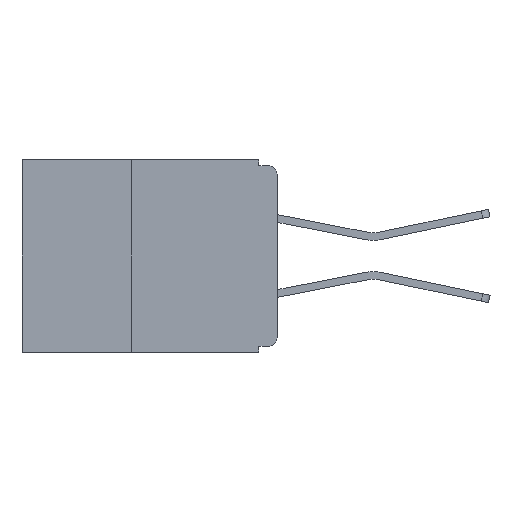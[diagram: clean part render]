
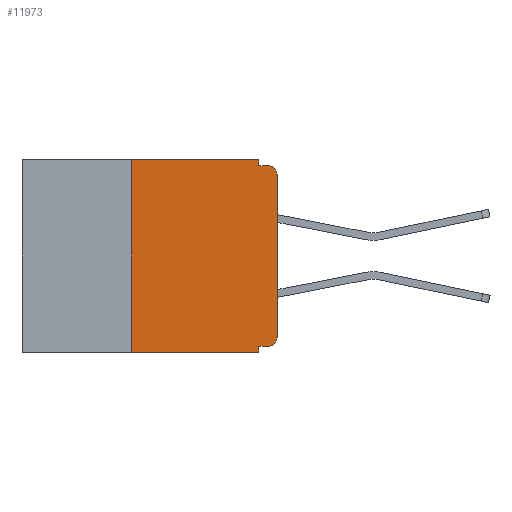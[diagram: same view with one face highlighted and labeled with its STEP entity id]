
A CAD part, left-side view. The second image highlights one B-rep face of the part: STEP entity #11973.
In plain terms, the highlighted planar face has unit normal (-1, 0, 0).
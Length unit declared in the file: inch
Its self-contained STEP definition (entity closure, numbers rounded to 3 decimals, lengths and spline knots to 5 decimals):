
#127 = LINE ( 'NONE', #7327, #7433 ) ;
#764 = ORIENTED_EDGE ( 'NONE', *, *, #18431, .F. ) ;
#903 = CARTESIAN_POINT ( 'NONE',  ( 0., 0., 0. ) ) ;
#1098 = VECTOR ( 'NONE', #15445, 39.37008 ) ;
#1125 = AXIS2_PLACEMENT_3D ( 'NONE', #8736, #13092, #4437 ) ;
#1254 = DIRECTION ( 'NONE',  ( -1., 0., 0. ) ) ;
#2408 = VECTOR ( 'NONE', #13786, 39.37008 ) ;
#2560 = CARTESIAN_POINT ( 'NONE',  ( 0., 0., -0.025 ) ) ;
#2693 = EDGE_CURVE ( 'NONE', #8580, #9301, #17294, .T. ) ;
#2743 = LINE ( 'NONE', #9275, #13851 ) ;
#3185 = CARTESIAN_POINT ( 'NONE',  ( 0., 0.015, -0.32 ) ) ;
#3270 = FACE_OUTER_BOUND ( 'NONE', #11995, .T. ) ;
#4437 = DIRECTION ( 'NONE',  ( 0., 0., -1. ) ) ;
#4646 = VERTEX_POINT ( 'NONE', #10552 ) ;
#4699 = ORIENTED_EDGE ( 'NONE', *, *, #7617, .F. ) ;
#4908 = ORIENTED_EDGE ( 'NONE', *, *, #14877, .F. ) ;
#5017 = LINE ( 'NONE', #13982, #1098 ) ;
#5564 = ORIENTED_EDGE ( 'NONE', *, *, #17634, .T. ) ;
#5625 = VERTEX_POINT ( 'NONE', #13351 ) ;
#5720 = VERTEX_POINT ( 'NONE', #11662 ) ;
#6471 = VECTOR ( 'NONE', #15390, 39.37008 ) ;
#6903 = EDGE_CURVE ( 'NONE', #11815, #14837, #127, .T. ) ;
#7032 = DIRECTION ( 'NONE',  ( 0., -1., 0. ) ) ;
#7327 = CARTESIAN_POINT ( 'NONE',  ( 0., 0., -0.01 ) ) ;
#7433 = VECTOR ( 'NONE', #7032, 39.37008 ) ;
#7617 = EDGE_CURVE ( 'NONE', #5625, #4646, #17356, .T. ) ;
#7976 = EDGE_CURVE ( 'NONE', #8580, #11896, #14858, .T. ) ;
#8561 = CARTESIAN_POINT ( 'NONE',  ( 0., 0., -0.305 ) ) ;
#8580 = VERTEX_POINT ( 'NONE', #3185 ) ;
#8584 = LINE ( 'NONE', #13148, #11506 ) ;
#8613 = LINE ( 'NONE', #13702, #9515 ) ;
#8736 = CARTESIAN_POINT ( 'NONE',  ( 0., 0.437, 0. ) ) ;
#9080 = EDGE_CURVE ( 'NONE', #5625, #10208, #5017, .T. ) ;
#9275 = CARTESIAN_POINT ( 'NONE',  ( 0., 0.031, 0. ) ) ;
#9301 = VERTEX_POINT ( 'NONE', #15894 ) ;
#9354 = DIRECTION ( 'NONE',  ( 0., 0., -1. ) ) ;
#9515 = VECTOR ( 'NONE', #9354, 39.37008 ) ;
#9583 = EDGE_CURVE ( 'NONE', #9301, #10208, #8613, .T. ) ;
#9686 = AXIS2_PLACEMENT_3D ( 'NONE', #10300, #10284, #10269 ) ;
#9979 = CARTESIAN_POINT ( 'NONE',  ( 0., 0.015, -0.025 ) ) ;
#10198 = PLANE ( 'NONE',  #1125 ) ;
#10208 = VERTEX_POINT ( 'NONE', #10780 ) ;
#10269 = DIRECTION ( 'NONE',  ( 0., 0., -1. ) ) ;
#10284 = DIRECTION ( 'NONE',  ( -1., 0., 0. ) ) ;
#10300 = CARTESIAN_POINT ( 'NONE',  ( 0., 0.015, -0.305 ) ) ;
#10552 = CARTESIAN_POINT ( 'NONE',  ( 0., 0.25, 0. ) ) ;
#10779 = LINE ( 'NONE', #903, #6471 ) ;
#10780 = CARTESIAN_POINT ( 'NONE',  ( 0., 0.031, -0.33 ) ) ;
#11414 = DIRECTION ( 'NONE',  ( 0., 0., -1. ) ) ;
#11506 = VECTOR ( 'NONE', #14625, 39.37008 ) ;
#11662 = CARTESIAN_POINT ( 'NONE',  ( 0., 0.031, 0. ) ) ;
#11721 = EDGE_CURVE ( 'NONE', #11896, #16918, #10779, .T. ) ;
#11815 = VERTEX_POINT ( 'NONE', #15589 ) ;
#11896 = VERTEX_POINT ( 'NONE', #8561 ) ;
#11973 = ADVANCED_FACE ( 'NONE', ( #3270 ), #10198, .F. ) ;
#11995 = EDGE_LOOP ( 'NONE', ( #12542, #5564, #15994, #4908, #764, #4699, #12396, #13751, #16490, #18274 ) ) ;
#12396 = ORIENTED_EDGE ( 'NONE', *, *, #9080, .T. ) ;
#12542 = ORIENTED_EDGE ( 'NONE', *, *, #11721, .T. ) ;
#13092 = DIRECTION ( 'NONE',  ( 1., 0., 0. ) ) ;
#13148 = CARTESIAN_POINT ( 'NONE',  ( 0., 0.437, 0. ) ) ;
#13351 = CARTESIAN_POINT ( 'NONE',  ( 0., 0.25, -0.33 ) ) ;
#13702 = CARTESIAN_POINT ( 'NONE',  ( 0., 0.031, -0.33 ) ) ;
#13751 = ORIENTED_EDGE ( 'NONE', *, *, #9583, .F. ) ;
#13786 = DIRECTION ( 'NONE',  ( 0., 0., 1. ) ) ;
#13805 = CARTESIAN_POINT ( 'NONE',  ( 0., 0.25, -0.33 ) ) ;
#13851 = VECTOR ( 'NONE', #16499, 39.37008 ) ;
#13896 = VECTOR ( 'NONE', #15978, 39.37008 ) ;
#13982 = CARTESIAN_POINT ( 'NONE',  ( 0., 0.437, -0.33 ) ) ;
#14625 = DIRECTION ( 'NONE',  ( 0., -1., 0. ) ) ;
#14837 = VERTEX_POINT ( 'NONE', #16436 ) ;
#14858 = CIRCLE ( 'NONE', #9686, 0.015 ) ;
#14877 = EDGE_CURVE ( 'NONE', #5720, #11815, #2743, .T. ) ;
#14948 = CIRCLE ( 'NONE', #17947, 0.015 ) ;
#15390 = DIRECTION ( 'NONE',  ( 0., 0., 1. ) ) ;
#15445 = DIRECTION ( 'NONE',  ( 0., -1., 0. ) ) ;
#15589 = CARTESIAN_POINT ( 'NONE',  ( 0., 0.031, -0.01 ) ) ;
#15894 = CARTESIAN_POINT ( 'NONE',  ( 0., 0.031, -0.32 ) ) ;
#15978 = DIRECTION ( 'NONE',  ( 0., 1., 0. ) ) ;
#15994 = ORIENTED_EDGE ( 'NONE', *, *, #6903, .F. ) ;
#15997 = CARTESIAN_POINT ( 'NONE',  ( 0., 0., -0.32 ) ) ;
#16436 = CARTESIAN_POINT ( 'NONE',  ( 0., 0.015, -0.01 ) ) ;
#16490 = ORIENTED_EDGE ( 'NONE', *, *, #2693, .F. ) ;
#16499 = DIRECTION ( 'NONE',  ( 0., 0., -1. ) ) ;
#16918 = VERTEX_POINT ( 'NONE', #2560 ) ;
#17294 = LINE ( 'NONE', #15997, #13896 ) ;
#17356 = LINE ( 'NONE', #13805, #2408 ) ;
#17634 = EDGE_CURVE ( 'NONE', #16918, #14837, #14948, .T. ) ;
#17947 = AXIS2_PLACEMENT_3D ( 'NONE', #9979, #1254, #11414 ) ;
#18274 = ORIENTED_EDGE ( 'NONE', *, *, #7976, .T. ) ;
#18431 = EDGE_CURVE ( 'NONE', #4646, #5720, #8584, .T. ) ;
